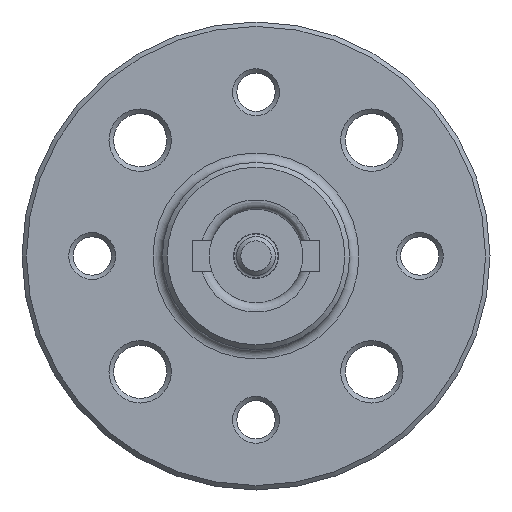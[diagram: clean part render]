
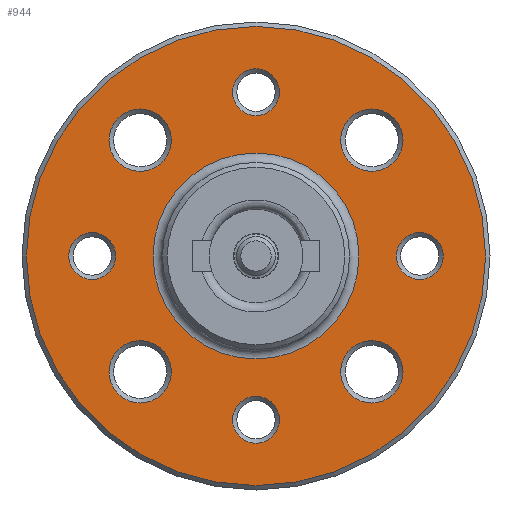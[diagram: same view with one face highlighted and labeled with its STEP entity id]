
A CAD part, left-side view. The second image highlights one B-rep face of the part: STEP entity #944.
In plain terms, the highlighted planar face has unit normal (-1, 0, 0).
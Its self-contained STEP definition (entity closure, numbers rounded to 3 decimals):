
#138=PLANE('',#1059);
#168=CIRCLE('',#1058,6.6);
#169=CIRCLE('',#1060,14.717);
#170=CIRCLE('',#1061,1.5);
#171=CIRCLE('',#1062,2.);
#172=CIRCLE('',#1063,2.);
#173=CIRCLE('',#1064,2.);
#174=CIRCLE('',#1065,2.);
#175=CIRCLE('',#1066,1.5);
#176=CIRCLE('',#1067,1.5);
#177=CIRCLE('',#1068,1.5);
#251=ORIENTED_EDGE('',*,*,#467,.F.);
#252=ORIENTED_EDGE('',*,*,#468,.F.);
#253=ORIENTED_EDGE('',*,*,#469,.T.);
#254=ORIENTED_EDGE('',*,*,#470,.T.);
#255=ORIENTED_EDGE('',*,*,#471,.T.);
#256=ORIENTED_EDGE('',*,*,#472,.T.);
#257=ORIENTED_EDGE('',*,*,#473,.T.);
#258=ORIENTED_EDGE('',*,*,#474,.T.);
#259=ORIENTED_EDGE('',*,*,#475,.T.);
#260=ORIENTED_EDGE('',*,*,#466,.T.);
#466=EDGE_CURVE('',#575,#575,#168,.T.);
#467=EDGE_CURVE('',#576,#576,#169,.T.);
#468=EDGE_CURVE('',#577,#577,#170,.F.);
#469=EDGE_CURVE('',#578,#578,#171,.T.);
#470=EDGE_CURVE('',#579,#579,#172,.T.);
#471=EDGE_CURVE('',#580,#580,#173,.T.);
#472=EDGE_CURVE('',#581,#581,#174,.T.);
#473=EDGE_CURVE('',#582,#582,#175,.T.);
#474=EDGE_CURVE('',#583,#583,#176,.T.);
#475=EDGE_CURVE('',#584,#584,#177,.T.);
#575=VERTEX_POINT('',#1561);
#576=VERTEX_POINT('',#1564);
#577=VERTEX_POINT('',#1566);
#578=VERTEX_POINT('',#1568);
#579=VERTEX_POINT('',#1570);
#580=VERTEX_POINT('',#1572);
#581=VERTEX_POINT('',#1574);
#582=VERTEX_POINT('',#1576);
#583=VERTEX_POINT('',#1578);
#584=VERTEX_POINT('',#1580);
#671=EDGE_LOOP('',(#251));
#672=EDGE_LOOP('',(#252));
#673=EDGE_LOOP('',(#253));
#674=EDGE_LOOP('',(#254));
#675=EDGE_LOOP('',(#255));
#676=EDGE_LOOP('',(#256));
#677=EDGE_LOOP('',(#257));
#678=EDGE_LOOP('',(#258));
#679=EDGE_LOOP('',(#259));
#680=EDGE_LOOP('',(#260));
#807=FACE_BOUND('',#671,.T.);
#808=FACE_BOUND('',#672,.T.);
#809=FACE_BOUND('',#673,.T.);
#810=FACE_BOUND('',#674,.T.);
#811=FACE_BOUND('',#675,.T.);
#812=FACE_BOUND('',#676,.T.);
#813=FACE_BOUND('',#677,.T.);
#814=FACE_BOUND('',#678,.T.);
#815=FACE_BOUND('',#679,.T.);
#816=FACE_BOUND('',#680,.T.);
#944=ADVANCED_FACE('',(#807,#808,#809,#810,#811,#812,#813,#814,#815,#816),
#138,.F.);
#1058=AXIS2_PLACEMENT_3D('',#1560,#1225,#1226);
#1059=AXIS2_PLACEMENT_3D('',#1562,#1227,#1228);
#1060=AXIS2_PLACEMENT_3D('',#1563,#1229,#1230);
#1061=AXIS2_PLACEMENT_3D('',#1565,#1231,#1232);
#1062=AXIS2_PLACEMENT_3D('',#1567,#1233,#1234);
#1063=AXIS2_PLACEMENT_3D('',#1569,#1235,#1236);
#1064=AXIS2_PLACEMENT_3D('',#1571,#1237,#1238);
#1065=AXIS2_PLACEMENT_3D('',#1573,#1239,#1240);
#1066=AXIS2_PLACEMENT_3D('',#1575,#1241,#1242);
#1067=AXIS2_PLACEMENT_3D('',#1577,#1243,#1244);
#1068=AXIS2_PLACEMENT_3D('',#1579,#1245,#1246);
#1225=DIRECTION('',(1.,0.,0.));
#1226=DIRECTION('',(0.,0.,-1.));
#1227=DIRECTION('',(1.,0.,0.));
#1228=DIRECTION('',(0.,0.,-1.));
#1229=DIRECTION('',(1.,0.,0.));
#1230=DIRECTION('',(0.,0.,-1.));
#1231=DIRECTION('',(1.,0.,0.));
#1232=DIRECTION('',(0.,0.,-1.));
#1233=DIRECTION('',(1.,0.,0.));
#1234=DIRECTION('',(0.,0.,-1.));
#1235=DIRECTION('',(1.,0.,0.));
#1236=DIRECTION('',(0.,0.,-1.));
#1237=DIRECTION('',(1.,0.,0.));
#1238=DIRECTION('',(0.,0.,-1.));
#1239=DIRECTION('',(1.,0.,0.));
#1240=DIRECTION('',(0.,0.,-1.));
#1241=DIRECTION('',(1.,0.,0.));
#1242=DIRECTION('',(0.,0.,-1.));
#1243=DIRECTION('',(1.,0.,0.));
#1244=DIRECTION('',(0.,0.,-1.));
#1245=DIRECTION('',(1.,0.,0.));
#1246=DIRECTION('',(0.,0.,-1.));
#1560=CARTESIAN_POINT('',(19.,0.,0.));
#1561=CARTESIAN_POINT('',(19.,0.,-6.6));
#1562=CARTESIAN_POINT('',(19.,6.6,0.));
#1563=CARTESIAN_POINT('',(19.,0.,0.));
#1564=CARTESIAN_POINT('',(19.,0.,-14.717));
#1565=CARTESIAN_POINT('',(19.,10.5,0.));
#1566=CARTESIAN_POINT('',(19.,10.5,-1.5));
#1567=CARTESIAN_POINT('',(19.,7.425,7.425));
#1568=CARTESIAN_POINT('',(19.,7.425,5.425));
#1569=CARTESIAN_POINT('',(19.,7.425,-7.425));
#1570=CARTESIAN_POINT('',(19.,7.425,-9.425));
#1571=CARTESIAN_POINT('',(19.,-7.425,-7.425));
#1572=CARTESIAN_POINT('',(19.,-7.425,-9.425));
#1573=CARTESIAN_POINT('',(19.,-7.425,7.425));
#1574=CARTESIAN_POINT('',(19.,-7.425,5.425));
#1575=CARTESIAN_POINT('',(19.,0.,10.5));
#1576=CARTESIAN_POINT('',(19.,0.,9.));
#1577=CARTESIAN_POINT('',(19.,0.,-10.5));
#1578=CARTESIAN_POINT('',(19.,0.,-12.));
#1579=CARTESIAN_POINT('',(19.,-10.5,0.));
#1580=CARTESIAN_POINT('',(19.,-10.5,-1.5));
